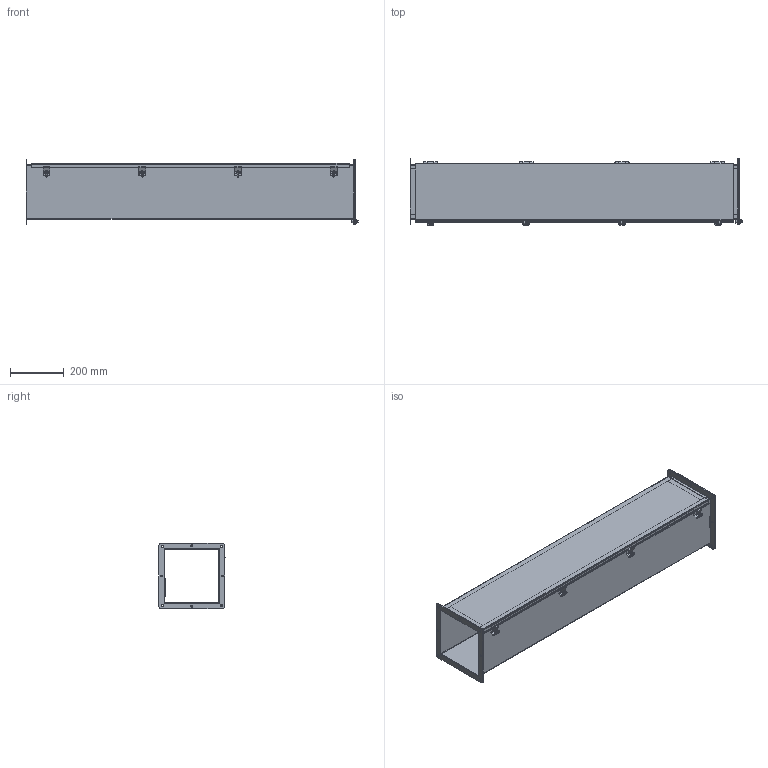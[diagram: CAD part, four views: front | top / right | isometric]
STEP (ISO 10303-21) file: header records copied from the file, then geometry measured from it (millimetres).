
FILE_DESCRIPTION (( 'STEP AP203' ), '1' );
FILE_NAME ('1487E48SS.step', '2020-11-17T21:15:20', ( 'ADC123' ), ( 'Microsoft' ), 'SwSTEP 2.0', 'SolidWorks 2019', '' );
FILE_SCHEMA (( 'CONFIG_CONTROL_DESIGN' ));
Length unit declared in the file: inch
Products named in the file (1): 1487E48SS
Bounding box: 1233.06 x 245.79 x 244.47 mm (x, y, z)
Volume: 2424488.8 mm3; surface area: 2471755.9 mm2
Topology: 39 solids, 39 shells, 794 faces, 2045 edges, 1350 vertices
Faces by surface type: plane 508, cylinder 216, bspline 42, cone 20, torus 8
Full cylindrical faces by diameter (mm): 4.572 x4, 4.976 x1, 5.41 x4, 6.35 x5, 6.553 x1, 7.137 x24, 12.192 x4, 12.7 x1
Entity records: 26910 total; most frequent: CARTESIAN_POINT 7830, ORIENTED_EDGE 3922, DIRECTION 3741, EDGE_CURVE 1961, LINE 1339, VECTOR 1339, VERTEX_POINT 1334, AXIS2_PLACEMENT_3D 1201
